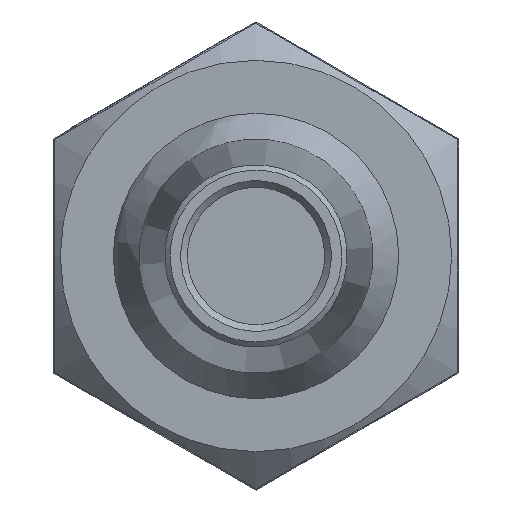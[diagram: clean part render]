
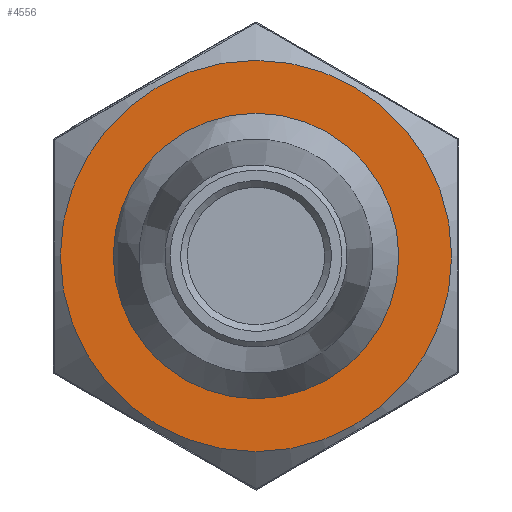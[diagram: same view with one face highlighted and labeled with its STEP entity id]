
A CAD part, front view. The second image highlights one B-rep face of the part: STEP entity #4556.
In plain terms, the highlighted face is planar.
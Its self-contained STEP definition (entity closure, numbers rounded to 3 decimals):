
#131=FACE_BOUND($,#790,.T.);
#147=CIRCLE($,#4712,8.5);
#150=CIRCLE($,#4719,11.647);
#502=FACE_OUTER_BOUND($,#789,.T.);
#789=EDGE_LOOP($,(#4118));
#790=EDGE_LOOP($,(#4119));
#2143=VERTEX_POINT($,#9873);
#2150=VERTEX_POINT($,#9902);
#2762=EDGE_CURVE($,#2143,#2143,#147,.T.);
#2770=EDGE_CURVE($,#2150,#2150,#150,.T.);
#4118=ORIENTED_EDGE($,*,*,#2770,.T.);
#4119=ORIENTED_EDGE($,*,*,#2762,.T.);
#4281=PLANE($,#4774);
#4556=ADVANCED_FACE($,(#502,#131),#4281,.T.);
#4712=AXIS2_PLACEMENT_3D($,#9874,#5469,#5470);
#4719=AXIS2_PLACEMENT_3D($,#9903,#5483,#5484);
#4774=AXIS2_PLACEMENT_3D($,#10115,#5615,#5616);
#5469=DIRECTION('center_axis',(0.,0.,-1.));
#5470=DIRECTION('ref_axis',(0.,-1.,0.));
#5483=DIRECTION('center_axis',(0.,0.,1.));
#5484=DIRECTION('ref_axis',(0.,-1.,0.));
#5615=DIRECTION('center_axis',(0.,0.,1.));
#5616=DIRECTION('ref_axis',(1.,0.,0.));
#9873=CARTESIAN_POINT('',(0.,-8.5,0.));
#9874=CARTESIAN_POINT('Origin',(0.,0.,
0.));
#9902=CARTESIAN_POINT('',(0.,11.647,0.));
#9903=CARTESIAN_POINT('Origin',(0.,0.,
0.));
#10115=CARTESIAN_POINT('Origin',(0.,0.,
0.));
